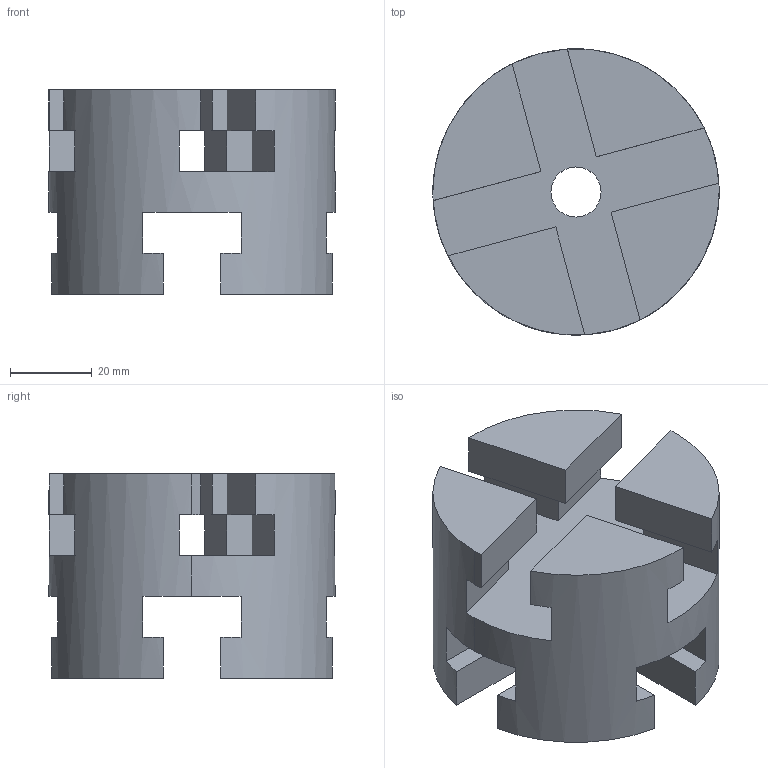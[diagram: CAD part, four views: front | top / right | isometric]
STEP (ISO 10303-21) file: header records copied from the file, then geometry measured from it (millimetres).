
FILE_DESCRIPTION(('STEP AP214'),'1');
FILE_NAME(' ',' ',('TraceParts'),('TraceParts S.A.'),'XStep 1.0',' ',' ');
FILE_SCHEMA(('automotive_design'));
Length unit declared in the file: millimetre
Products named in the file (1): 1
Bounding box: 70 x 70 x 50 mm (x, y, z)
Volume: 101887.7 mm3; surface area: 27326.1 mm2
Topology: 1 solids, 1 shells, 56 faces, 162 edges, 108 vertices
Faces by surface type: plane 50, cylinder 6
Entity records: 3676 total; most frequent: STYLED_ITEM 327, PRESENTATION_STYLE_ASSIGNMENT 327, CARTESIAN_POINT 327, COLOUR_RGB 327, ORIENTED_EDGE 324, DIRECTION 320, EDGE_CURVE 162, CURVE_STYLE 162
